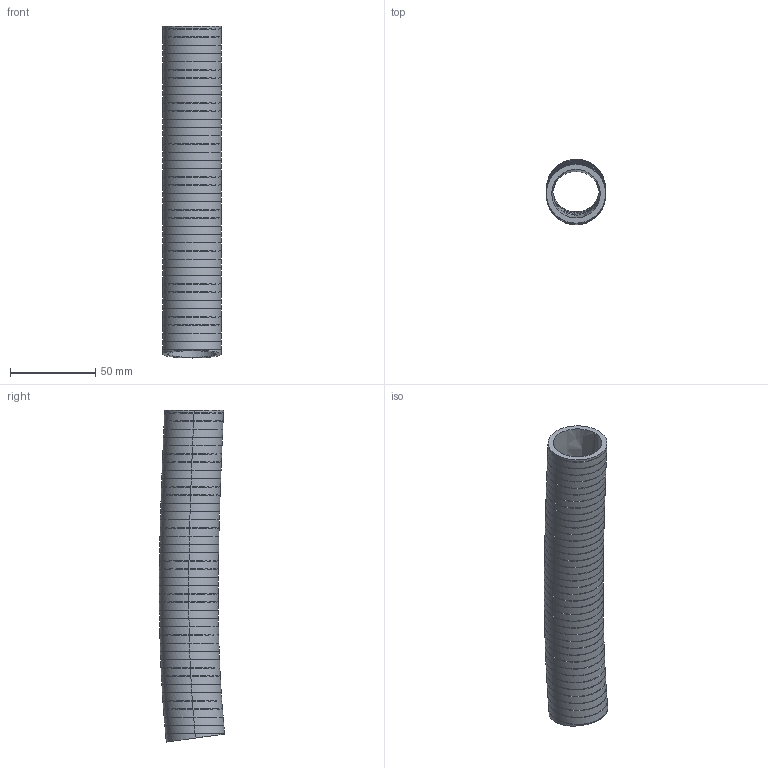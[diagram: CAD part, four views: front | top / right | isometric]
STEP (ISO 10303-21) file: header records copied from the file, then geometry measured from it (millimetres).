
FILE_DESCRIPTION (( 'STEP AP214' ), '1' );
FILE_NAME ('SM-1013-HY.STEP', '2007-12-08T05:07:42', ( '*' ), ( '' ), 'SwSTEP 2.0', 'SolidWorks 2007', '' );
FILE_SCHEMA (( 'AUTOMOTIVE_DESIGN' ));
Length unit declared in the file: inch
Products named in the file (1): SM-1013-HY
Bounding box: 34.54 x 38.27 x 194.61 mm (x, y, z)
Volume: 55757.1 mm3; surface area: 56098.8 mm2
Topology: 1 solids, 1 shells, 246 faces, 492 edges, 328 vertices
Faces by surface type: bspline 84, plane 82, cylinder 80
Entity records: 20364 total; most frequent: CARTESIAN_POINT 12622, ORIENTED_EDGE 984, DIRECTION 742, EDGE_CURVE 492, AXIS2_PLACEMENT_3D 331, EDGE_LOOP 328, VERTEX_POINT 328, UNCERTAINTY_MEASURE_WITH_UNIT 248
